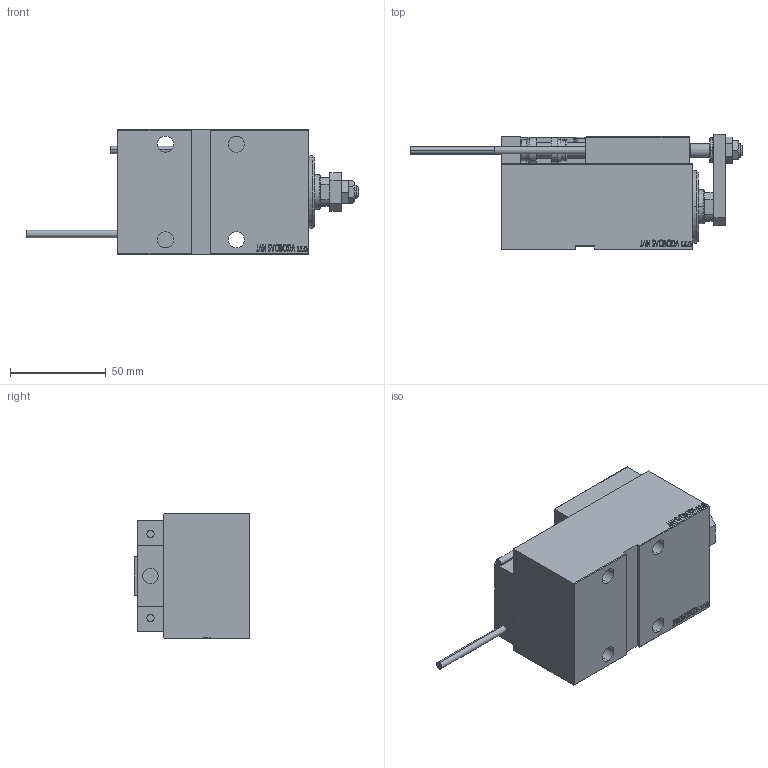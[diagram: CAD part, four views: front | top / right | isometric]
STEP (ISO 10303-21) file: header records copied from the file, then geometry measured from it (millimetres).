
FILE_DESCRIPTION (( 'STEP AP203' ), '1' );
FILE_NAME ('1fe6.STEP', '2024-02-11T07:53:43', ( '' ), ( '' ), 'SwSTEP 2.0', 'SolidWorks 2019', '' );
FILE_SCHEMA (( 'CONFIG_CONTROL_DESIGN' ));
Length unit declared in the file: millimetre
Products named in the file (16): V450CM_VC_B 099d3e2c1f44fdfed4b37b8fe58c86ef; SWITCH_X_FRONT_BACK 099d3e2c1f44fdfed4b37b8fe58c86ef; MAGNET 099d3e2c1f44fdfed4b37b8fe58c86ef; 1fe6; Block 099d3e2c1f44fdfed4b37b8fe58c86ef; SWITCH DIM B,W 099d3e2c1f44fdfed4b37b8fe58c86ef; NUT_D12 099d3e2c1f44fdfed4b37b8fe58c86ef; V450CM_E_Body 099d3e2c1f44fdfed4b37b8fe58c86ef; ZARAZKA 099d3e2c1f44fdfed4b37b8fe58c86ef; KONCOVKA 099d3e2c1f44fdfed4b37b8fe58c86ef; TYC_L79 099d3e2c1f44fdfed4b37b8fe58c86ef; SWITCH X 099d3e2c1f44fdfed4b37b8fe58c86ef; ALLEN BOLT D8 099d3e2c1f44fdfed4b37b8fe58c86ef; V450CM_E_VCP 099d3e2c1f44fdfed4b37b8fe58c86ef; NUT_D10 099d3e2c1f44fdfed4b37b8fe58c86ef; ALLEN BOLT D5 099d3e2c1f44fdfed4b37b8fe58c86ef
Assembly tree (25 placements, depth 3):
  1fe6
    V450CM_E_Body 099d3e2c1f44fdfed4b37b8fe58c86ef
    V450CM_E_VCP 099d3e2c1f44fdfed4b37b8fe58c86ef
    V450CM_VC_B 099d3e2c1f44fdfed4b37b8fe58c86ef
    SWITCH X 099d3e2c1f44fdfed4b37b8fe58c86ef
      SWITCH_X_FRONT_BACK 099d3e2c1f44fdfed4b37b8fe58c86ef  x2
      TYC_L79 099d3e2c1f44fdfed4b37b8fe58c86ef
      Block 099d3e2c1f44fdfed4b37b8fe58c86ef  x2
      ALLEN BOLT D5 099d3e2c1f44fdfed4b37b8fe58c86ef  x4
      ALLEN BOLT D8 099d3e2c1f44fdfed4b37b8fe58c86ef  x4
      MAGNET 099d3e2c1f44fdfed4b37b8fe58c86ef  x2
      KONCOVKA 099d3e2c1f44fdfed4b37b8fe58c86ef  x2
    SWITCH DIM B,W 099d3e2c1f44fdfed4b37b8fe58c86ef
    ZARAZKA 099d3e2c1f44fdfed4b37b8fe58c86ef
    NUT_D10 099d3e2c1f44fdfed4b37b8fe58c86ef
    NUT_D12 099d3e2c1f44fdfed4b37b8fe58c86ef
Bounding box: 173.7 x 60.5 x 65 mm (x, y, z)
Volume: 314176 mm3; surface area: 78714.5 mm2
Topology: 24 solids, 24 shells, 1293 faces, 3102 edges, 1982 vertices
Faces by surface type: plane 570, bspline 380, cylinder 182, cone 113, torus 44, sphere 4
Entity records: 50179 total; most frequent: CARTESIAN_POINT 25535, ORIENTED_EDGE 5224, DIRECTION 3499, EDGE_CURVE 2612, VERTEX_POINT 1706, VECTOR 1511, LINE 1511, EDGE_LOOP 1202
